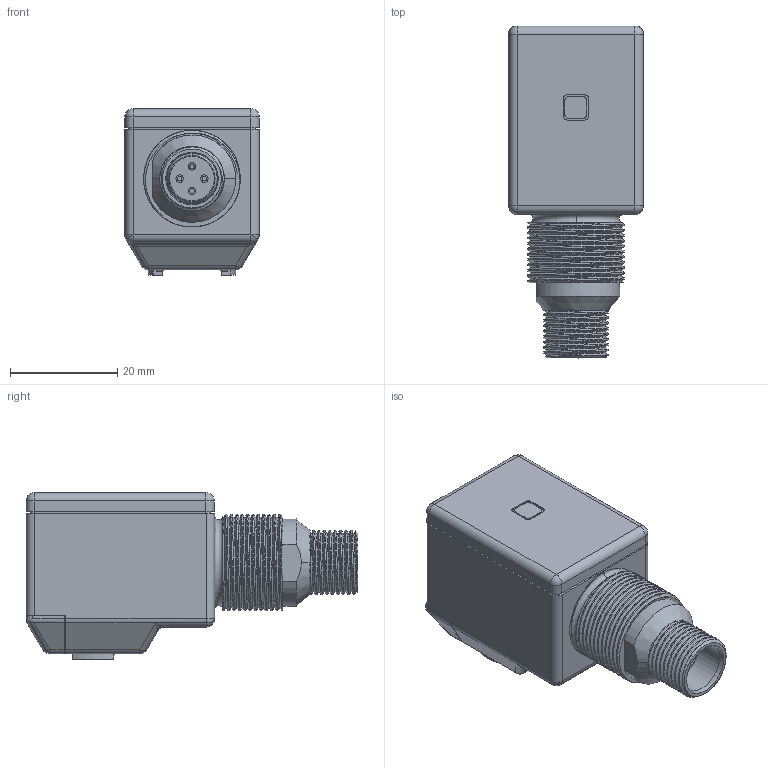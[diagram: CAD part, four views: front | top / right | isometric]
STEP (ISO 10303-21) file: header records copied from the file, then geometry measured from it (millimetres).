
FILE_DESCRIPTION((''),'2;1');
FILE_NAME('188704_ASM','2015-11-06T',('pdmadmin'),(''),'PRO/ENGINEER BY PARAMETRIC TECHNOLOGY CORPORATION, 2013230','PRO/ENGINEER BY PARAMETRIC TECHNOLOGY CORPORATION, 2013230','');
FILE_SCHEMA(('CONFIG_CONTROL_DESIGN'));
Length unit declared in the file: inch
Products named in the file (12): 31792_AF0; 31901; 32843; 69966; 53834; 119617; 136030_ASM; 40005_ASM; 32165_AF1; 32152; 36503_ASM; 188704_ASM
Assembly tree (12 placements, depth 4):
  188704_ASM
    31792_AF0
    31901  x2
    32843
    69966
    40005_ASM
      136030_ASM
        53834
        119617
    36503_ASM
      32165_AF1
      32152
Bounding box: 24.99 x 61.75 x 30.99 mm (x, y, z)
Volume: 11879.6 mm3; surface area: 20822.4 mm2
Topology: 9 solids, 9 shells, 637 faces, 1611 edges, 1018 vertices
Faces by surface type: plane 274, cylinder 256, bspline 52, cone 29, sphere 18, torus 4, revolution 4
Entity records: 26890 total; most frequent: CARTESIAN_POINT 12673, ORIENTED_EDGE 2974, DIRECTION 2817, EDGE_CURVE 1487, AXIS2_PLACEMENT_3D 1010, VERTEX_POINT 947, VECTOR 793, LINE 793
